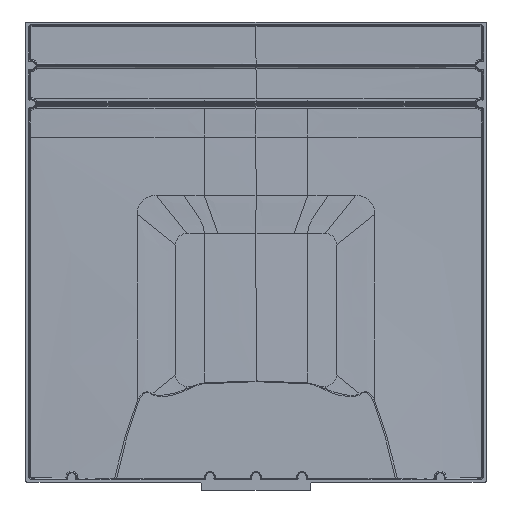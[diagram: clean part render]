
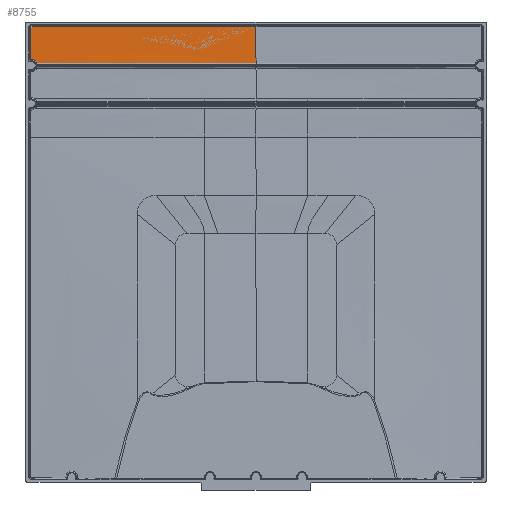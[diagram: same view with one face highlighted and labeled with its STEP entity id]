
A CAD part, front view. The second image highlights one B-rep face of the part: STEP entity #8755.
In plain terms, the highlighted free-form (B-spline) face has degree [3, 3] with [6, 4] control points.
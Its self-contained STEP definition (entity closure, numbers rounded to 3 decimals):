
#1195=CARTESIAN_POINT('',(0.,-18.914,
1092.957));
#1196=CARTESIAN_POINT('',(0.,-18.753,
1124.805));
#1197=CARTESIAN_POINT('',(0.,-18.786,
1156.669));
#1198=CARTESIAN_POINT('',(0.,-18.944,
1188.548));
#1200=CARTESIAN_POINT('',(0.,-18.914,
1092.957));
#1201=CARTESIAN_POINT('',(-17.847,-18.914,
1092.957));
#1202=CARTESIAN_POINT('',(-53.139,-18.91,
1092.958));
#1203=CARTESIAN_POINT('',(-105.077,-18.893,
1092.962));
#1204=CARTESIAN_POINT('',(-155.393,-18.871,
1092.967));
#1205=CARTESIAN_POINT('',(-204.979,-18.845,
1092.973));
#1206=CARTESIAN_POINT('',(-254.338,-18.82,
1092.979));
#1207=CARTESIAN_POINT('',(-303.544,-18.8,
1092.985));
#1208=CARTESIAN_POINT('',(-353.023,-18.789,
1092.989));
#1209=CARTESIAN_POINT('',(-402.39,-18.791,
1092.99));
#1210=CARTESIAN_POINT('',(-453.836,-18.811,
1092.988));
#1211=CARTESIAN_POINT('',(-509.124,-18.855,
1092.982));
#1212=CARTESIAN_POINT('',(-550.052,-18.911,
1092.972));
#1213=CARTESIAN_POINT('',(-571.407,-18.948,
1092.966));
#1215=CARTESIAN_POINT('',(-571.407,-18.948,
1092.966));
#1216=CARTESIAN_POINT('',(-571.575,-18.948,1093.346));
#1217=CARTESIAN_POINT('',(-571.939,-18.949,
1094.087));
#1218=CARTESIAN_POINT('',(-572.565,-18.95,
1095.146));
#1219=CARTESIAN_POINT('',(-573.271,-18.951,
1096.156));
#1220=CARTESIAN_POINT('',(-574.052,-18.952,
1097.107));
#1221=CARTESIAN_POINT('',(-574.905,-18.954,
1097.996));
#1222=CARTESIAN_POINT('',(-575.823,-18.956,
1098.817));
#1223=CARTESIAN_POINT('',(-576.802,-18.957,
1099.564));
#1224=CARTESIAN_POINT('',(-577.836,-18.959,
1100.234));
#1225=CARTESIAN_POINT('',(-578.919,-18.961,
1100.822));
#1226=CARTESIAN_POINT('',(-580.043,-18.963,
1101.325));
#1227=CARTESIAN_POINT('',(-581.203,-18.965,
1101.74));
#1228=CARTESIAN_POINT('',(-582.391,-18.968,
1102.064));
#1229=CARTESIAN_POINT('',(-583.601,-18.97,
1102.296));
#1230=CARTESIAN_POINT('',(-584.824,-18.972,
1102.434));
#1231=CARTESIAN_POINT('',(-586.058,-18.975,
1102.478));
#1232=CARTESIAN_POINT('',(-587.306,-18.977,
1102.424));
#1233=CARTESIAN_POINT('',(-588.132,-18.979,
1102.324));
#1234=CARTESIAN_POINT('',(-588.545,-18.979,
1102.257));
#1236=CARTESIAN_POINT('',(-588.545,-18.979,
1102.257));
#1237=CARTESIAN_POINT('',(-588.545,-18.98,
1111.079));
#1238=CARTESIAN_POINT('',(-588.545,-18.981,
1128.722));
#1239=CARTESIAN_POINT('',(-588.545,-18.986,
1155.186));
#1240=CARTESIAN_POINT('',(-588.544,-18.991,
1172.828));
#1241=CARTESIAN_POINT('',(-588.544,-18.994,
1181.649));
#1243=CARTESIAN_POINT('',(-588.544,-18.994,
1181.649));
#1244=CARTESIAN_POINT('',(-588.544,-18.994,
1181.858));
#1245=CARTESIAN_POINT('',(-588.525,-18.994,
1182.271));
#1246=CARTESIAN_POINT('',(-588.447,-18.994,
1182.863));
#1247=CARTESIAN_POINT('',(-588.318,-18.995,
1183.451));
#1248=CARTESIAN_POINT('',(-588.14,-18.995,
1184.022));
#1249=CARTESIAN_POINT('',(-587.914,-18.995,
1184.574));
#1250=CARTESIAN_POINT('',(-587.642,-18.995,
1185.104));
#1251=CARTESIAN_POINT('',(-587.325,-18.995,
1185.606));
#1252=CARTESIAN_POINT('',(-586.966,-18.995,
1186.079));
#1253=CARTESIAN_POINT('',(-586.567,-18.995,
1186.518));
#1254=CARTESIAN_POINT('',(-586.132,-18.995,
1186.922));
#1255=CARTESIAN_POINT('',(-585.662,-18.995,
1187.286));
#1256=CARTESIAN_POINT('',(-585.162,-18.995,
1187.608));
#1257=CARTESIAN_POINT('',(-584.635,-18.995,
1187.886));
#1258=CARTESIAN_POINT('',(-584.082,-18.995,
1188.118));
#1259=CARTESIAN_POINT('',(-583.515,-18.994,
1188.301));
#1260=CARTESIAN_POINT('',(-582.917,-18.994,
1188.438));
#1261=CARTESIAN_POINT('',(-582.29,-18.994,
1188.524));
#1262=CARTESIAN_POINT('',(-581.865,-18.994,
1188.544));
#1263=CARTESIAN_POINT('',(-581.649,-18.994,
1188.544));
#1265=CARTESIAN_POINT('',(-581.649,-18.994,
1188.544));
#1266=CARTESIAN_POINT('',(-526.435,-18.975,
1188.546));
#1267=CARTESIAN_POINT('',(-419.231,-18.952,
1188.548));
#1268=CARTESIAN_POINT('',(-268.181,-18.942,
1188.549));
#1269=CARTESIAN_POINT('',(-126.637,-18.943,
1188.548));
#1270=CARTESIAN_POINT('',(-40.902,-18.944,
1188.548));
#1271=CARTESIAN_POINT('',(0.,-18.944,
1188.548));
#7233=VERTEX_POINT('',#1243);
#7234=VERTEX_POINT('',#1263);
#7237=VERTEX_POINT('',#1236);
#7241=VERTEX_POINT('',#1215);
#7570=VERTEX_POINT('',#1195);
#7571=VERTEX_POINT('',#1198);
#8717=CARTESIAN_POINT('',(-594.473,-19.001,
998.116));
#8718=CARTESIAN_POINT('',(-594.415,-18.987,
1062.253));
#8719=CARTESIAN_POINT('',(-594.424,-18.989,
1126.391));
#8720=CARTESIAN_POINT('',(-594.464,-18.999,
1190.53));
#8721=CARTESIAN_POINT('',(-496.172,-19.016,
998.205));
#8722=CARTESIAN_POINT('',(-496.114,-18.702,
1062.27));
#8723=CARTESIAN_POINT('',(-496.111,-18.751,
1126.358));
#8724=CARTESIAN_POINT('',(-496.135,-18.97,
1190.467));
#8725=CARTESIAN_POINT('',(-347.952,-19.394,
998.341));
#8726=CARTESIAN_POINT('',(-347.9,-18.624,
1062.323));
#8727=CARTESIAN_POINT('',(-347.888,-18.611,
1126.355));
#8728=CARTESIAN_POINT('',(-347.894,-18.953,
1190.431));
#8729=CARTESIAN_POINT('',(-147.817,-19.922,
998.458));
#8730=CARTESIAN_POINT('',(-147.79,-18.757,
1062.385));
#8731=CARTESIAN_POINT('',(-147.78,-18.615,
1126.379));
#8732=CARTESIAN_POINT('',(-147.777,-18.953,
1190.432));
#8733=CARTESIAN_POINT('',(-46.002,-20.037,
998.48));
#8734=CARTESIAN_POINT('',(-45.994,-18.799,
1062.398));
#8735=CARTESIAN_POINT('',(-45.991,-18.627,
1126.386));
#8736=CARTESIAN_POINT('',(-45.99,-18.954,
1190.434));
#8737=CARTESIAN_POINT('',(5.886,-20.032,998.48));
#8738=CARTESIAN_POINT('',(5.885,-18.797,1062.398));
#8739=CARTESIAN_POINT('',(5.884,-18.626,1126.386));
#8740=CARTESIAN_POINT('',(5.884,-18.954,1190.434));
#8741=B_SPLINE_SURFACE_WITH_KNOTS('',3,3,((#8717,#8718,#8719,#8720),(#8721,
#8722,#8723,#8724),(#8725,#8726,#8727,#8728),(#8729,#8730,#8731,#8732),(#8733,
#8734,#8735,#8736),(#8737,#8738,#8739,#8740)),.UNSPECIFIED.,.F.,.F.,.F.,(4,1,1,
4),(4,4),(0.004,0.25,0.375,0.505),(
-0.009,0.958),.UNSPECIFIED.);
#8742=ORIENTED_EDGE('',*,*,#8662,.F.);
#8744=ORIENTED_EDGE('',*,*,#8743,.T.);
#8746=ORIENTED_EDGE('',*,*,#8745,.T.);
#8748=ORIENTED_EDGE('',*,*,#8747,.T.);
#8750=ORIENTED_EDGE('',*,*,#8749,.T.);
#8752=ORIENTED_EDGE('',*,*,#8751,.T.);
#8753=EDGE_LOOP('',(#8742,#8744,#8746,#8748,#8750,#8752));
#8754=FACE_OUTER_BOUND('',#8753,.F.);
#8755=ADVANCED_FACE('',(#8754),#8741,.T.);
#1199=B_SPLINE_CURVE_WITH_KNOTS('',3,(#1195,#1196,#1197,#1198),.UNSPECIFIED.,
.F.,.F.,(4,4),(0.,1.),.UNSPECIFIED.);
#1214=B_SPLINE_CURVE_WITH_KNOTS('',3,(#1200,#1201,#1202,#1203,#1204,#1205,#1206,
#1207,#1208,#1209,#1210,#1211,#1212,#1213),.UNSPECIFIED.,.F.,.F.,(4,1,1,1,1,1,1,
1,1,1,1,4),(0.,0.091,0.182,0.273,
0.364,0.455,0.545,0.636,
0.727,0.818,0.909,1.),.UNSPECIFIED.);
#1235=B_SPLINE_CURVE_WITH_KNOTS('',3,(#1215,#1216,#1217,#1218,#1219,#1220,#1221,
#1222,#1223,#1224,#1225,#1226,#1227,#1228,#1229,#1230,#1231,#1232,#1233,#1234),
.UNSPECIFIED.,.F.,.F.,(4,1,1,1,1,1,1,1,1,1,1,1,1,1,1,1,1,4),(0.,
0.059,0.118,0.176,0.235,
0.294,0.353,0.412,0.471,
0.529,0.588,0.647,0.706,
0.765,0.824,0.882,0.941,1.),
.UNSPECIFIED.);
#1242=B_SPLINE_CURVE_WITH_KNOTS('',3,(#1236,#1237,#1238,#1239,#1240,#1241),
.UNSPECIFIED.,.F.,.F.,(4,1,1,4),(0.,0.333,0.667,1.),
.UNSPECIFIED.);
#1264=B_SPLINE_CURVE_WITH_KNOTS('',3,(#1243,#1244,#1245,#1246,#1247,#1248,#1249,
#1250,#1251,#1252,#1253,#1254,#1255,#1256,#1257,#1258,#1259,#1260,#1261,#1262,
#1263),.UNSPECIFIED.,.F.,.F.,(4,1,1,1,1,1,1,1,1,1,1,1,1,1,1,1,1,1,4),(0.,
0.056,0.111,0.167,0.222,
0.278,0.333,0.389,0.444,0.5,
0.556,0.611,0.667,0.722,
0.778,0.833,0.889,0.944,1.),
.UNSPECIFIED.);
#1272=B_SPLINE_CURVE_WITH_KNOTS('',3,(#1265,#1266,#1267,#1268,#1269,#1270,
#1271),.UNSPECIFIED.,.F.,.F.,(4,1,1,1,4),(0.,0.25,0.5,0.75,1.),
.UNSPECIFIED.);
#8662=EDGE_CURVE('',#7570,#7571,#1199,.T.);
#8743=EDGE_CURVE('',#7570,#7241,#1214,.T.);
#8745=EDGE_CURVE('',#7241,#7237,#1235,.T.);
#8747=EDGE_CURVE('',#7237,#7233,#1242,.T.);
#8749=EDGE_CURVE('',#7233,#7234,#1264,.T.);
#8751=EDGE_CURVE('',#7234,#7571,#1272,.T.);
